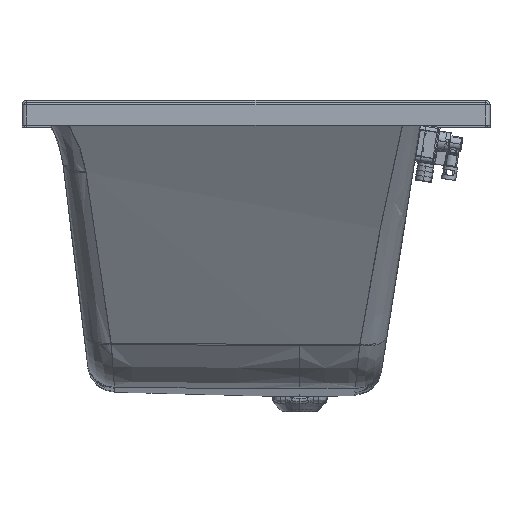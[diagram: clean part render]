
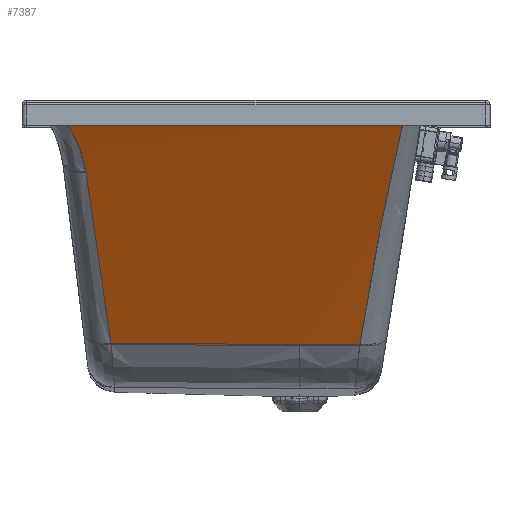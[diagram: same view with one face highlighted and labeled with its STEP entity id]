
A CAD part, top view. The second image highlights one B-rep face of the part: STEP entity #7387.
In plain terms, the highlighted cylindrical face has radius 7996 mm (diameter 15992 mm), a partial arc.
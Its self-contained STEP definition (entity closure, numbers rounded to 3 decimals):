
#1550=CARTESIAN_POINT('',(260.508,-11.257,825.567));
#1551=CARTESIAN_POINT('',(258.713,-11.298,825.541));
#1552=CARTESIAN_POINT('',(255.406,-11.673,825.302));
#1553=CARTESIAN_POINT('',(251.308,-12.77,824.604));
#1554=CARTESIAN_POINT('',(247.971,-14.162,823.718));
#1555=CARTESIAN_POINT('',(245.299,-15.674,822.756));
#1556=CARTESIAN_POINT('',(243.166,-17.205,821.783));
#1557=CARTESIAN_POINT('',(241.498,-18.647,820.867));
#1558=CARTESIAN_POINT('',(240.173,-19.955,820.037));
#1559=CARTESIAN_POINT('',(239.277,-20.966,819.395));
#1560=CARTESIAN_POINT('',(238.835,-21.483,819.067));
#1562=CARTESIAN_POINT('',(166.249,-392.694,597.375));
#1563=CARTESIAN_POINT('',(171.304,-361.055,615.128));
#1564=CARTESIAN_POINT('',(181.799,-298.064,651.038));
#1565=CARTESIAN_POINT('',(205.003,-173.671,724.212));
#1566=CARTESIAN_POINT('',(224.702,-81.895,780.735));
#1567=CARTESIAN_POINT('',(238.835,-21.483,819.067));
#1569=CARTESIAN_POINT('',(166.249,-392.694,597.375));
#1570=CARTESIAN_POINT('',(156.161,-392.746,597.346));
#1571=CARTESIAN_POINT('',(135.591,-392.835,597.296));
#1572=CARTESIAN_POINT('',(104.322,-392.921,597.248));
#1573=CARTESIAN_POINT('',(81.658,-392.943,597.235));
#1574=CARTESIAN_POINT('',(70.,-392.943,597.235));
#1576=CARTESIAN_POINT('',(70.,-392.943,597.235));
#1577=CARTESIAN_POINT('',(48.347,-392.943,597.235));
#1578=CARTESIAN_POINT('',(7.601,-392.866,597.279));
#1579=CARTESIAN_POINT('',(-44.522,-392.611,
597.421));
#1580=CARTESIAN_POINT('',(-91.598,-392.269,
597.614));
#1581=CARTESIAN_POINT('',(-137.531,-391.838,
597.855));
#1582=CARTESIAN_POINT('',(-184.821,-391.303,
598.156));
#1583=CARTESIAN_POINT('',(-216.285,-390.891,
598.387));
#1584=CARTESIAN_POINT('',(-232.083,-390.672,
598.51));
#1586=CARTESIAN_POINT('',(-272.653,-115.373,
760.401));
#1587=CARTESIAN_POINT('',(-265.378,-160.668,
732.533));
#1588=CARTESIAN_POINT('',(-250.777,-251.788,
677.715));
#1589=CARTESIAN_POINT('',(-237.821,-344.156,
624.628));
#1590=CARTESIAN_POINT('',(-232.083,-390.672,
598.51));
#1592=CARTESIAN_POINT('',(-272.653,-115.373,
760.401));
#1593=CARTESIAN_POINT('',(-273.429,-110.41,
763.455));
#1594=CARTESIAN_POINT('',(-275.384,-100.483,
769.577));
#1595=CARTESIAN_POINT('',(-279.581,-85.518,
778.852));
#1596=CARTESIAN_POINT('',(-285.012,-70.72,
788.069));
#1597=CARTESIAN_POINT('',(-291.632,-56.234,
797.135));
#1598=CARTESIAN_POINT('',(-299.346,-42.233,
805.94));
#1599=CARTESIAN_POINT('',(-308.079,-28.854,
814.389));
#1600=CARTESIAN_POINT('',(-317.659,-16.225,
822.405));
#1601=CARTESIAN_POINT('',(-324.489,-8.601,
827.25));
#1602=CARTESIAN_POINT('',(-327.957,-4.921,
829.597));
#1604=DIRECTION('',(-1.,0.,0.));
#1605=VECTOR('',#1604,657.453);
#1606=CARTESIAN_POINT('',(329.496,-4.924,829.602));
#1607=LINE('',#1606,#1605);
#1608=CARTESIAN_POINT('',(329.496,-4.924,829.602));
#1609=CARTESIAN_POINT('',(329.402,-5.454,829.264));
#1610=CARTESIAN_POINT('',(329.215,-6.514,828.588));
#1611=CARTESIAN_POINT('',(328.933,-8.107,827.573));
#1612=CARTESIAN_POINT('',(328.745,-9.171,826.895));
#1613=CARTESIAN_POINT('',(328.65,-9.703,826.556));
#1615=CARTESIAN_POINT('',(328.65,-9.703,826.556));
#1616=CARTESIAN_POINT('',(305.936,-10.221,826.226));
#1617=CARTESIAN_POINT('',(283.222,-10.739,825.896));
#1618=CARTESIAN_POINT('',(260.508,-11.257,825.567));
#3031=CARTESIAN_POINT('',(166.249,-392.694,597.375));
#4288=VERTEX_POINT('',#1586);
#4289=VERTEX_POINT('',#1590);
#4299=VERTEX_POINT('',#1576);
#4309=VERTEX_POINT('',#3031);
#4310=CARTESIAN_POINT('',(329.496,-4.924,829.602));
#4311=CARTESIAN_POINT('',(-327.957,-4.921,
829.597));
#4312=VERTEX_POINT('',#4310);
#4313=VERTEX_POINT('',#4311);
#4383=VERTEX_POINT('',#1550);
#4384=VERTEX_POINT('',#1560);
#4387=VERTEX_POINT('',#1615);
#7363=CARTESIAN_POINT('',(353.,-4305.423,7570.65));
#7364=DIRECTION('',(-1.,0.,0.));
#7365=DIRECTION('',(0.,0.,1.));
#7366=AXIS2_PLACEMENT_3D('',#7363,#7364,#7365);
#7367=CYLINDRICAL_SURFACE('',#7366,7996.);
#7369=ORIENTED_EDGE('',*,*,#7368,.T.);
#7371=ORIENTED_EDGE('',*,*,#7370,.F.);
#7373=ORIENTED_EDGE('',*,*,#7372,.T.);
#7375=ORIENTED_EDGE('',*,*,#7374,.T.);
#7377=ORIENTED_EDGE('',*,*,#7376,.F.);
#7379=ORIENTED_EDGE('',*,*,#7378,.T.);
#7380=ORIENTED_EDGE('',*,*,#7353,.F.);
#7382=ORIENTED_EDGE('',*,*,#7381,.T.);
#7384=ORIENTED_EDGE('',*,*,#7383,.T.);
#7385=EDGE_LOOP('',(#7369,#7371,#7373,#7375,#7377,#7379,#7380,#7382,#7384));
#7386=FACE_OUTER_BOUND('',#7385,.F.);
#7387=ADVANCED_FACE('',(#7386),#7367,.F.);
#1561=B_SPLINE_CURVE_WITH_KNOTS('',3,(#1550,#1551,#1552,#1553,#1554,#1555,#1556,
#1557,#1558,#1559,#1560),.UNSPECIFIED.,.F.,.F.,(4,1,1,1,1,1,1,1,4),(0.,
0.125,0.25,0.375,0.5,0.625,0.75,0.875,1.),.UNSPECIFIED.);
#1568=B_SPLINE_CURVE_WITH_KNOTS('',3,(#1562,#1563,#1564,#1565,#1566,#1567),
.UNSPECIFIED.,.F.,.F.,(4,1,1,4),(0.,0.251,0.501,1.),
.UNSPECIFIED.);
#1575=B_SPLINE_CURVE_WITH_KNOTS('',3,(#1569,#1570,#1571,#1572,#1573,#1574),
.UNSPECIFIED.,.F.,.F.,(4,1,1,4),(0.,0.333,0.667,1.),
.UNSPECIFIED.);
#1585=B_SPLINE_CURVE_WITH_KNOTS('',3,(#1576,#1577,#1578,#1579,#1580,#1581,#1582,
#1583,#1584),.UNSPECIFIED.,.F.,.F.,(4,1,1,1,1,1,4),(0.,0.167,
0.333,0.5,0.667,0.833,1.),
.UNSPECIFIED.);
#1591=B_SPLINE_CURVE_WITH_KNOTS('',3,(#1586,#1587,#1588,#1589,#1590),
.UNSPECIFIED.,.F.,.F.,(4,1,4),(0.,0.5,1.),.UNSPECIFIED.);
#1603=B_SPLINE_CURVE_WITH_KNOTS('',3,(#1592,#1593,#1594,#1595,#1596,#1597,#1598,
#1599,#1600,#1601,#1602),.UNSPECIFIED.,.F.,.F.,(4,1,1,1,1,1,1,1,4),(0.,
0.125,0.25,0.375,0.5,0.625,0.75,0.875,1.),.UNSPECIFIED.);
#1614=B_SPLINE_CURVE_WITH_KNOTS('',3,(#1608,#1609,#1610,#1611,#1612,#1613),
.UNSPECIFIED.,.F.,.F.,(4,1,1,4),(0.,0.333,0.667,1.),
.UNSPECIFIED.);
#1619=B_SPLINE_CURVE_WITH_KNOTS('',3,(#1615,#1616,#1617,#1618),.UNSPECIFIED.,
.F.,.F.,(4,4),(0.,1.),.UNSPECIFIED.);
#7353=EDGE_CURVE('',#4312,#4313,#1607,.T.);
#7368=EDGE_CURVE('',#4383,#4384,#1561,.T.);
#7370=EDGE_CURVE('',#4309,#4384,#1568,.T.);
#7372=EDGE_CURVE('',#4309,#4299,#1575,.T.);
#7374=EDGE_CURVE('',#4299,#4289,#1585,.T.);
#7376=EDGE_CURVE('',#4288,#4289,#1591,.T.);
#7378=EDGE_CURVE('',#4288,#4313,#1603,.T.);
#7381=EDGE_CURVE('',#4312,#4387,#1614,.T.);
#7383=EDGE_CURVE('',#4387,#4383,#1619,.T.);
